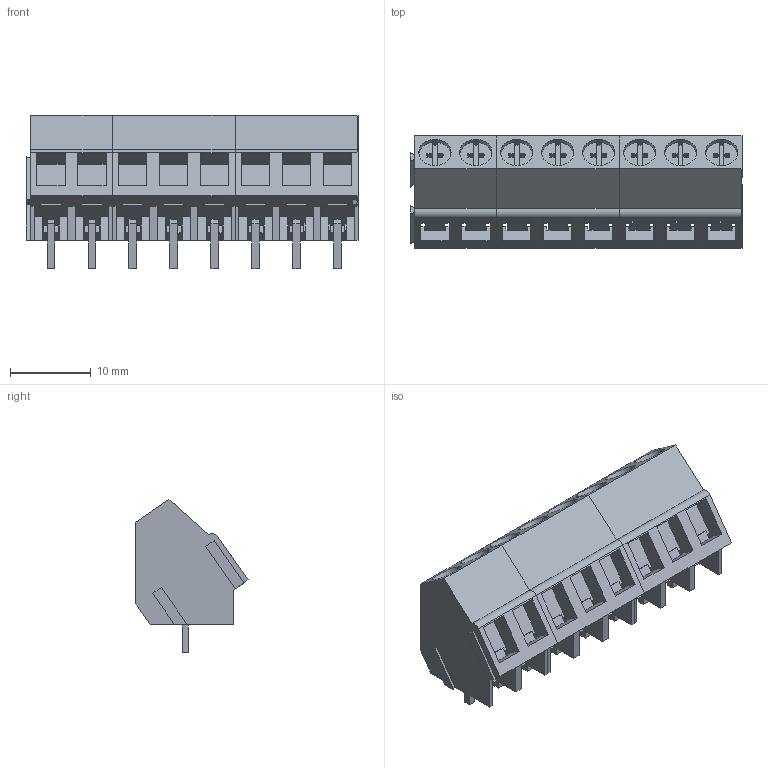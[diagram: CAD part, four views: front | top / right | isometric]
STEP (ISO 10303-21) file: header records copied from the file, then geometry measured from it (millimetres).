
FILE_DESCRIPTION(('CATIA V5 STEP Exchange','CAx-IF Rec.Pracs.--- Model Styling and Organization---1.2---2011-12-15'),'2;1');
FILE_NAME ('D1465157_0_9994590000_9994590000.stp','2018-03-31T05:55:33+00:00',('none'),('Weidmueller'),'CATIA Version 5-6 Release 2014','CATIA V5 STEP AP214','none');
FILE_SCHEMA(('AUTOMOTIVE_DESIGN { 1 0 10303 214 1 1 1 1 }'));
Length unit declared in the file: millimetre
Products named in the file (1): 9994590000
Bounding box: 41.19 x 13.9 x 19 mm (x, y, z)
Volume: 4709.1 mm3; surface area: 5429.5 mm2
Topology: 19 solids, 19 shells, 657 faces, 1833 edges, 1222 vertices
Faces by surface type: plane 606, cylinder 51
Entity records: 20269 total; most frequent: ORIENTED_EDGE 3666, CARTESIAN_POINT 3547, DIRECTION 2797, EDGE_CURVE 1833, VECTOR 1699, LINE 1699, VERTEX_POINT 1222, EDGE_LOOP 681
